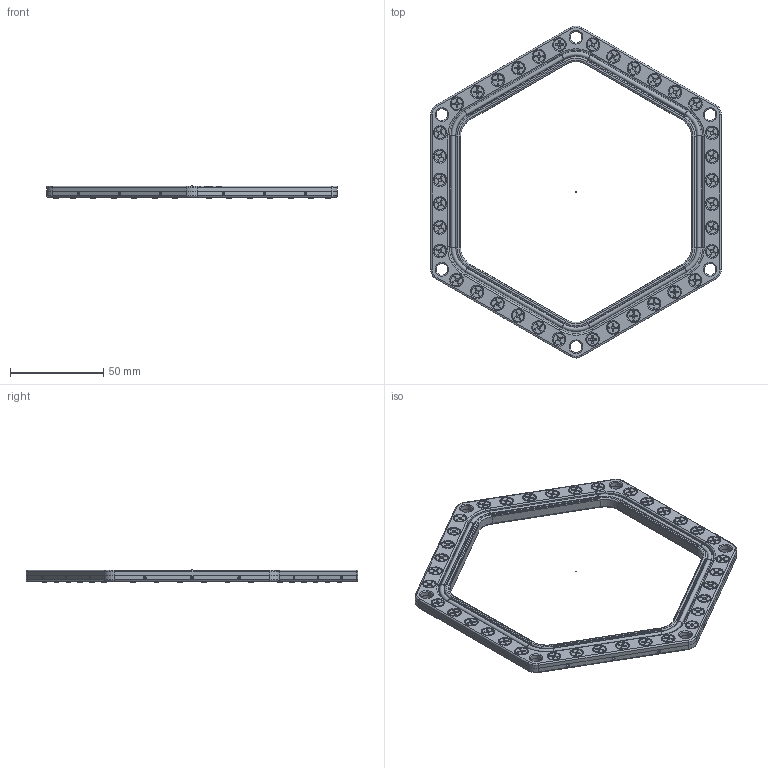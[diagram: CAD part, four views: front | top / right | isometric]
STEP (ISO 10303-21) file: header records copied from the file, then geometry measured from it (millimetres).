
FILE_DESCRIPTION(('CoCreate Modeling STEP Export'),'2;1');
FILE_NAME('TAMU_Mesh_Plane_lbnl_rev_A.stp','2010-04-04T23:05:05',(''),(''),'CoCreate Modeling STEP processor for AP214 (Solid Model)','CoCreate Modeling 16.00A 16-Aug-2008 (C) Parametric Technology GmbH','');
FILE_SCHEMA(('AUTOMOTIVE_DESIGN { 1 0 10303 214 1 1 1 1 }'));
Length unit declared in the file: millimetre
Products named in the file (9): HS_SS_Flat_Point_-_Inch_3-48_UNC_x_0.125_15; CRFH_6-32_x_1_4_25; ring_1; p1; p2; Top_Piece_v3_1; Bottom_Piece_v3_1; Mesh_ring_v3; Mesh_Plane.stp
Assembly tree (84 placements, depth 4):
  Mesh_Plane.stp
    Mesh_ring_v3
      Bottom_Piece_v3_1
      Top_Piece_v3_1
        p2
        p1
      ring_1
      CRFH_6-32_x_1_4_25  x36
      HS_SS_Flat_Point_-_Inch_3-48_UNC_x_0.125_15  x42
Bounding box: 155.78 x 178.02 x 6.45 mm (x, y, z)
Volume: 42024.5 mm3; surface area: 47328.4 mm2
Topology: 82 solids, 82 shells, 2769 faces, 6977 edges, 4278 vertices
Faces by surface type: cylinder 860, cone 852, plane 760, torus 297
Entity records: 24283 total; most frequent: CARTESIAN_POINT 4835, ORIENTED_EDGE 4318, DIRECTION 3410, EDGE_CURVE 2159, VERTEX_POINT 1340, AXIS2_PLACEMENT_3D 1271, EDGE_LOOP 1133, VECTOR 868
